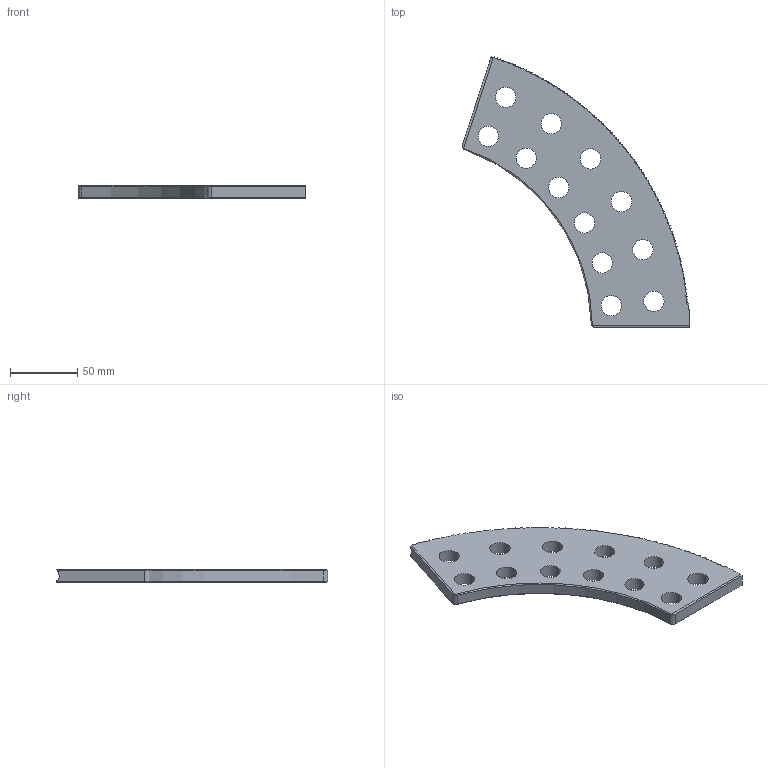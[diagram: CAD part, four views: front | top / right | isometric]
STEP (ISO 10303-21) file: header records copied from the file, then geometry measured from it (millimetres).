
FILE_DESCRIPTION (( 'STEP AP203' ), '1' );
FILE_NAME ('M7543-S.STEP', '2022-04-25T21:47:04', ( '' ), ( '' ), 'SwSTEP 2.0', 'SolidWorks 2020', '' );
FILE_SCHEMA (( 'CONFIG_CONTROL_DESIGN' ));
Length unit declared in the file: inch
Products named in the file (1): M7543-S
Bounding box: 168.83 x 201.55 x 9.49 mm (x, y, z)
Volume: 127250.9 mm3; surface area: 38448.4 mm2
Topology: 1 solids, 1 shells, 148 faces, 438 edges, 292 vertices
Faces by surface type: sphere 108, cylinder 28, plane 8, torus 2, cone 2
Entity records: 6946 total; most frequent: CARTESIAN_POINT 2837, DIRECTION 889, ORIENTED_EDGE 876, EDGE_CURVE 438, AXIS2_PLACEMENT_3D 426, VERTEX_POINT 292, CIRCLE 277, EDGE_LOOP 172
